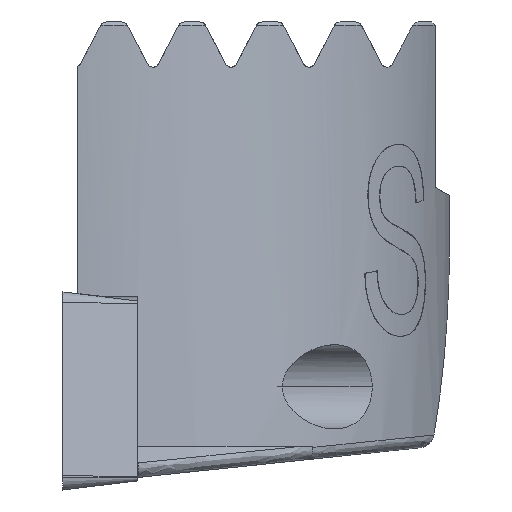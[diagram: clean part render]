
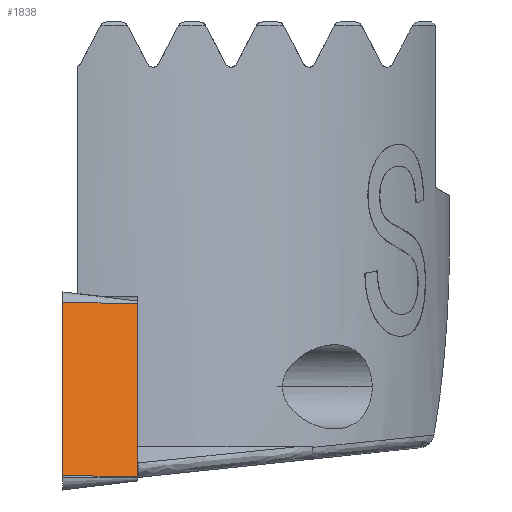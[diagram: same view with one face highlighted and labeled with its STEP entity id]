
A CAD part, left-side view. The second image highlights one B-rep face of the part: STEP entity #1838.
In plain terms, the highlighted planar face has unit normal (-0.978, -0.122, 0.172).
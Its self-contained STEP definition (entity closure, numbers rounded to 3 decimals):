
#1230=VERTEX_POINT('NONE',#3590);
#1386=EDGE_CURVE('NONE',#1230,#2518,#3753,.T.);
#1450=VERTEX_POINT('NONE',#3822);
#1742=EDGE_CURVE('NONE',#2276,#1450,#4142,.T.);
#1752=EDGE_CURVE('NONE',#2518,#2276,#4152,.T.);
#1838=ADVANCED_FACE('NONE',(#4242),#4243,.T.);
#2004=EDGE_CURVE('NONE',#1230,#1450,#4427,.T.);
#2276=VERTEX_POINT('NONE',#4732);
#2518=VERTEX_POINT('NONE',#4990);
#3590=CARTESIAN_POINT('',(1.272,-2.18,5.969));
#3753=LINE('',#6501,#6502);
#3822=CARTESIAN_POINT('',(0.985,0.2,6.019));
#4142=LINE('',#7451,#7452);
#4152=LINE('',#7467,#7468);
#4242=FACE_OUTER_BOUND('',#7626,.T.);
#4243=PLANE('',#7627);
#4427=LINE('',#7946,#7947);
#4732=CARTESIAN_POINT('',(0.006,0.2,0.469));
#4990=CARTESIAN_POINT('',(0.294,-2.18,0.419));
#6501=CARTESIAN_POINT('',(0.294,-2.18,0.419));
#6502=VECTOR('',#13245,1000.0);
#7451=CARTESIAN_POINT('',(0.006,0.2,0.469));
#7452=VECTOR('',#13686,1000.0);
#7467=CARTESIAN_POINT('',(0.006,0.2,0.469));
#7468=VECTOR('',#13694,1000.0);
#7626=EDGE_LOOP('',(#13760,#13761,#13762,#13763));
#7627=AXIS2_PLACEMENT_3D('',#13764,#13765,#13766);
#7946=CARTESIAN_POINT('',(0.985,0.2,6.019));
#7947=VECTOR('',#13978,1000.0);
#13245=DIRECTION('',(-0.174,0.,-0.985));
#13686=DIRECTION('',(0.174,0.,0.985));
#13694=DIRECTION('',(-0.12,0.993,0.021));
#13760=ORIENTED_EDGE('',*,*,#1386,.F.);
#13761=ORIENTED_EDGE('',*,*,#2004,.T.);
#13762=ORIENTED_EDGE('',*,*,#1742,.F.);
#13763=ORIENTED_EDGE('',*,*,#1752,.F.);
#13764=CARTESIAN_POINT('',(0.006,0.2,0.469));
#13765=DIRECTION('',(-0.977,-0.122,0.172));
#13766=DIRECTION('',(-0.174,0.,-0.985));
#13978=DIRECTION('',(-0.12,0.993,0.021));
